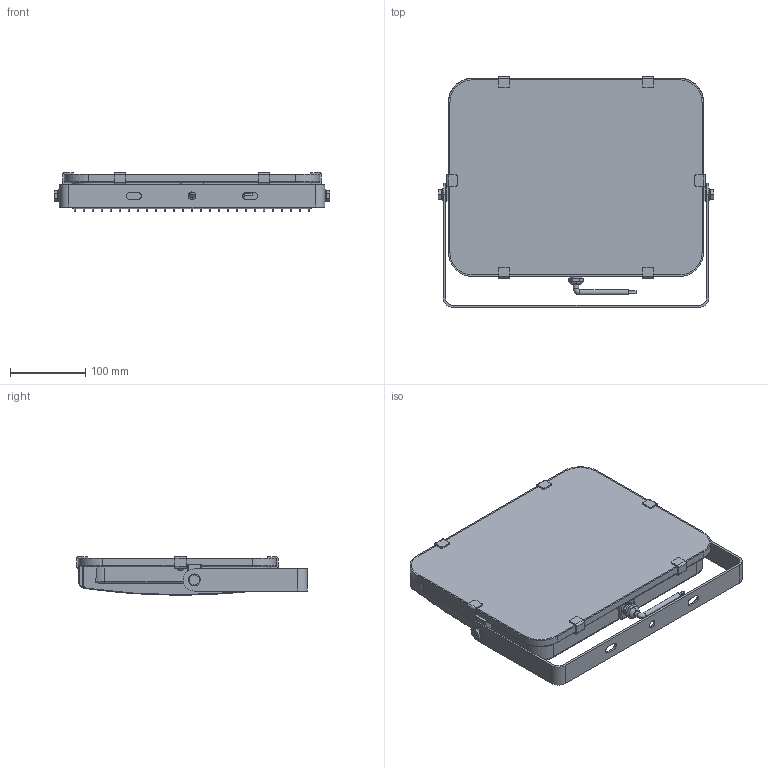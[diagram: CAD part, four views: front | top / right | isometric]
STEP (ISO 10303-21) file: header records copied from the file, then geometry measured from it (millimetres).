
FILE_DESCRIPTION (( 'STEP AP203' ), '1' );
FILE_NAME ('LPDO701-150-K03 Ïðîæåêòîð ÑÄÎ 07-150 ñâåòîäèîäíûé ñåðûé IP65 IEK.STEP', '2018-03-20T12:29:42', ( '' ), ( '' ), 'SwSTEP 2.0', 'SolidWorks 2014', '' );
FILE_SCHEMA (( 'CONFIG_CONTROL_DESIGN' ));
Length unit declared in the file: millimetre
Products named in the file (2): LPDO701-150-K03 Ïðîæåêòîð ÑÄÎ 07-150 ñâåòîäèîäíûé ñåðûé IP65 IEK
Bounding box: 367 x 307.2 x 51 mm (x, y, z)
Volume: 910647.1 mm3; surface area: 884454.5 mm2
Topology: 22 solids, 22 shells, 984 faces, 2558 edges, 1634 vertices
Faces by surface type: plane 447, cylinder 338, bspline 164, torus 22, sphere 13
Entity records: 33841 total; most frequent: CARTESIAN_POINT 11306, ORIENTED_EDGE 5114, DIRECTION 4230, EDGE_CURVE 2557, VERTEX_POINT 1634, AXIS2_PLACEMENT_3D 1446, VECTOR 1338, LINE 1338
